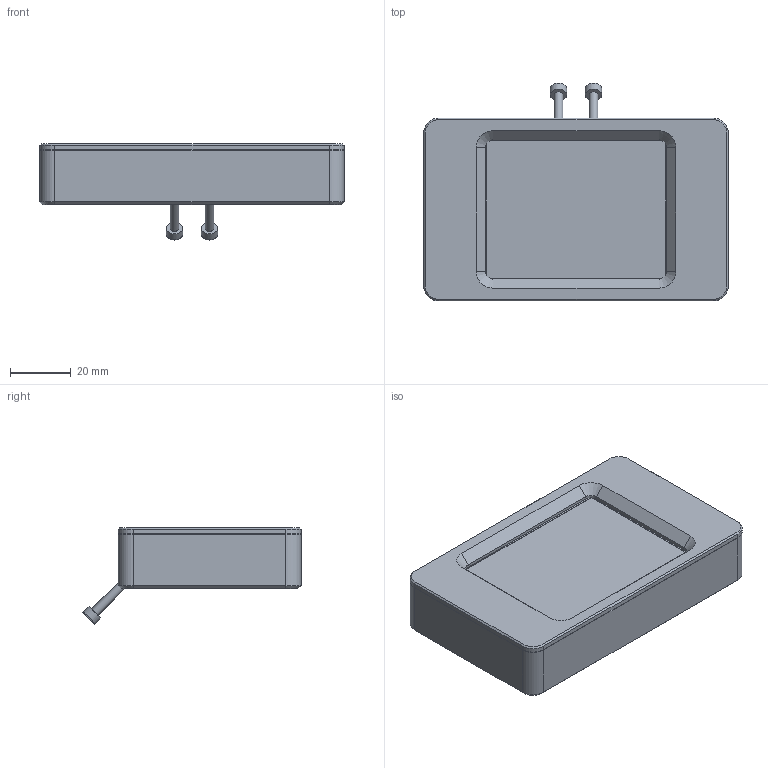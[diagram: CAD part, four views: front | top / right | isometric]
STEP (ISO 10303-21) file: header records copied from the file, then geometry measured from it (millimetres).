
FILE_DESCRIPTION(/* description */ (''),/* implementation_level */ '2;1');
FILE_NAME(/* name */ 'Switchwire CYD Screen Case Assembly.step',/* time_stamp */ '2024-03-23T23:28:42+11:00',/* author */ (''),/* organization */ (''),/* preprocessor_version */ 'ST-DEVELOPER v20',/* originating_system */ 'Autodesk Translation Framework v12.20.1.177',/* authorisation */ '');
FILE_SCHEMA (('AUTOMOTIVE_DESIGN { 1 0 10303 214 3 1 1 }'));
Length unit declared in the file: millimetre
Products named in the file (7): CYD ESP32 Case Assembly; CYD ESP32 Display; Case Front; Case Back; M3xD5xL4 Threaded Insert; Hexagon Socket Head Cap Screw DIN 912 - M3 x 0.5 x 12 Stainless Steel
 A4 Plain v1; Hexagon Socket Head Cap Screw DIN 912 - M3 x 0.5 x 20 Stainless Steel
 A4 Plain v1
Assembly tree (15 placements, depth 3):
  CYD ESP32 Case Assembly
    CYD ESP32 Display
    Case Front
      M3xD5xL4 Threaded Insert  x4
    Case Back
      M3xD5xL4 Threaded Insert  x2
    Hexagon Socket Head Cap Screw DIN 912 - M3 x 0.5 x 12 Stainless Steel
 A4 Plain v1  x4
    Hexagon Socket Head Cap Screw DIN 912 - M3 x 0.5 x 20 Stainless Steel
 A4 Plain v1  x2
Bounding box: 100 x 71.56 x 31.56 mm (x, y, z)
Volume: 55959.1 mm3; surface area: 44802.4 mm2
Topology: 15 solids, 15 shells, 1088 faces, 2859 edges, 1860 vertices
Faces by surface type: bspline 472, plane 297, cylinder 247, cone 58, torus 14
Full cylindrical faces by diameter (mm): 2.9 x10, 2.927 x6, 3.2 x4, 4 x1, 4.2 x6, 4.25 x6, 4.6 x6, 4.7 x6, 5.5 x6, 5.8 x4, 7 x4
Entity records: 15129 total; most frequent: CARTESIAN_POINT 5222, ORIENTED_EDGE 2136, DIRECTION 1750, EDGE_CURVE 1068, VERTEX_POINT 684, AXIS2_PLACEMENT_3D 620, LINE 510, VECTOR 510
